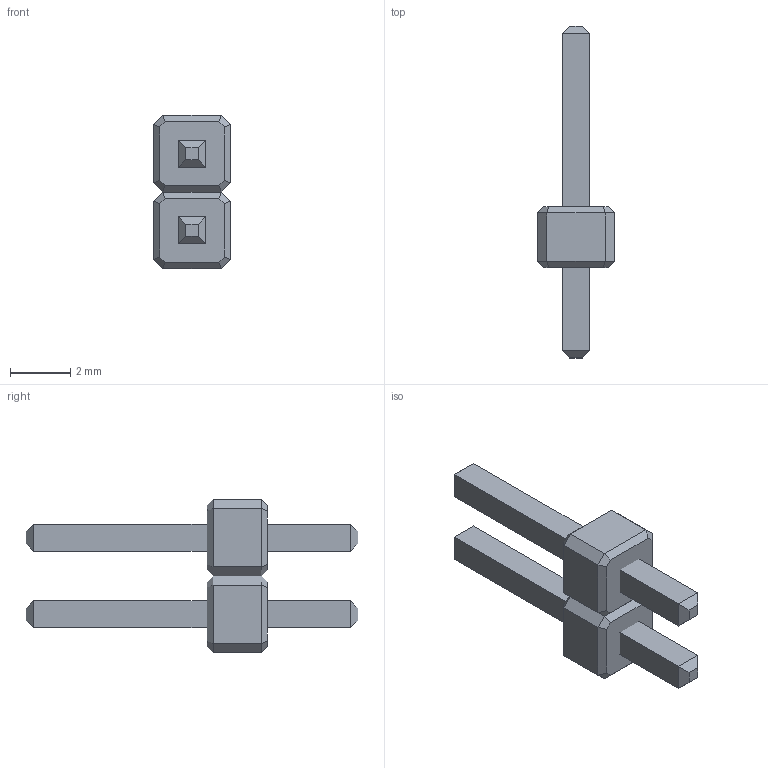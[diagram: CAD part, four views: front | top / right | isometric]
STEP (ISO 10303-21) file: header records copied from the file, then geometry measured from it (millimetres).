
FILE_DESCRIPTION(('HOOPS Exchange Step'),'2;1');
FILE_NAME('6548e6ad19d1eae0bef72d0759148c5a20210808-1-pa6tdf.SLDPRT.step','2021-08-08T04:37:16+00:00',('root'),('Unknown organisation'),'HOOPS Exchange 2021.0','HOOPS Exchange','Unknown authorisation');
FILE_SCHEMA( ('AUTOMOTIVE_DESIGN { 1 0 10303 214 1 1 1 1 }') );
Length unit declared in the file: millimetre
Products named in the file (2): По умолчанию; 6548e6ad19d1eae0bef72d0759148c5a20210808-1-pa6tdf
Assembly tree (1 placements, depth 2):
  6548e6ad19d1eae0bef72d0759148c5a20210808-1-pa6tdf
    По умолчанию
Bounding box: 2.54 x 11 x 5.08 mm (x, y, z)
Volume: 41.8 mm3; surface area: 132 mm2
Topology: 3 solids, 3 shells, 78 faces, 164 edges, 92 vertices
Faces by surface type: plane 78
Entity records: 2024 total; most frequent: CARTESIAN_POINT 337, ORIENTED_EDGE 328, DIRECTION 326, VECTOR 164, LINE 164, EDGE_CURVE 164, VERTEX_POINT 92, AXIS2_PLACEMENT_3D 81
